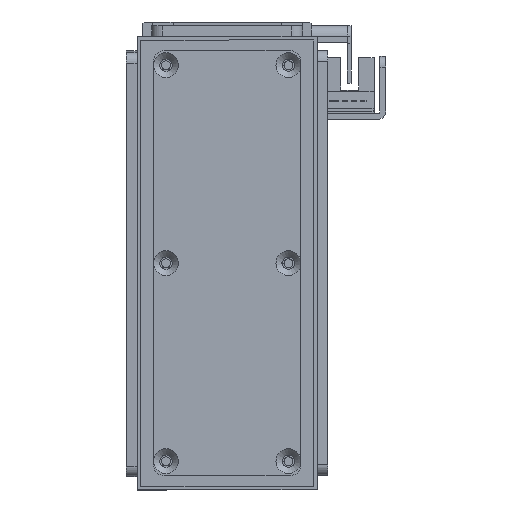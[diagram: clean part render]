
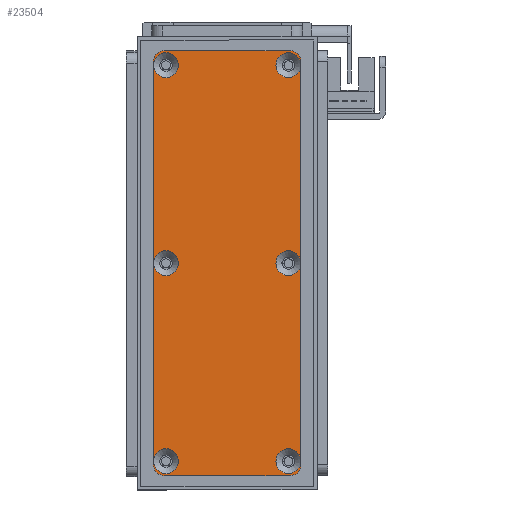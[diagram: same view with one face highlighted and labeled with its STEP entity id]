
A CAD part, front view. The second image highlights one B-rep face of the part: STEP entity #23504.
In plain terms, the highlighted face is planar.
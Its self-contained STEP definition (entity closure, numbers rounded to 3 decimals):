
#956=FACE_BOUND('',#4337,.T.);
#957=FACE_BOUND('',#4338,.T.);
#958=FACE_BOUND('',#4339,.T.);
#959=FACE_BOUND('',#4340,.T.);
#960=FACE_BOUND('',#4341,.T.);
#961=FACE_BOUND('',#4342,.T.);
#1548=PLANE('',#26189);
#2688=FACE_OUTER_BOUND('',#4336,.T.);
#4336=EDGE_LOOP('',(#20862,#20863,#20864,#20865,#20866,#20867,#20868,#20869));
#4337=EDGE_LOOP('',(#20870));
#4338=EDGE_LOOP('',(#20871));
#4339=EDGE_LOOP('',(#20872));
#4340=EDGE_LOOP('',(#20873));
#4341=EDGE_LOOP('',(#20874));
#4342=EDGE_LOOP('',(#20875));
#6353=LINE('',#40297,#8520);
#6357=LINE('',#40309,#8524);
#6361=LINE('',#40321,#8528);
#6365=LINE('',#40331,#8532);
#8520=VECTOR('',#32234,10.);
#8524=VECTOR('',#32246,10.);
#8528=VECTOR('',#32258,10.);
#8532=VECTOR('',#32270,10.);
#9697=CIRCLE('',#26143,3.45);
#9700=CIRCLE('',#26148,3.45);
#9703=CIRCLE('',#26153,3.45);
#9706=CIRCLE('',#26158,3.45);
#9709=CIRCLE('',#26163,3.45);
#9712=CIRCLE('',#26168,3.45);
#9716=CIRCLE('',#26174,3.);
#9718=CIRCLE('',#26178,3.);
#9720=CIRCLE('',#26182,3.);
#9722=CIRCLE('',#26186,3.);
#11702=VERTEX_POINT('',#40225);
#11705=VERTEX_POINT('',#40235);
#11708=VERTEX_POINT('',#40245);
#11711=VERTEX_POINT('',#40255);
#11714=VERTEX_POINT('',#40265);
#11717=VERTEX_POINT('',#40275);
#11722=VERTEX_POINT('',#40288);
#11723=VERTEX_POINT('',#40290);
#11725=VERTEX_POINT('',#40296);
#11727=VERTEX_POINT('',#40302);
#11729=VERTEX_POINT('',#40308);
#11731=VERTEX_POINT('',#40314);
#11733=VERTEX_POINT('',#40320);
#11735=VERTEX_POINT('',#40326);
#14787=EDGE_CURVE('',#11702,#11702,#9697,.T.);
#14792=EDGE_CURVE('',#11705,#11705,#9700,.T.);
#14797=EDGE_CURVE('',#11708,#11708,#9703,.T.);
#14802=EDGE_CURVE('',#11711,#11711,#9706,.T.);
#14807=EDGE_CURVE('',#11714,#11714,#9709,.T.);
#14812=EDGE_CURVE('',#11717,#11717,#9712,.T.);
#14819=EDGE_CURVE('',#11723,#11722,#9716,.T.);
#14822=EDGE_CURVE('',#11725,#11723,#6353,.T.);
#14825=EDGE_CURVE('',#11727,#11725,#9718,.T.);
#14828=EDGE_CURVE('',#11729,#11727,#6357,.T.);
#14831=EDGE_CURVE('',#11731,#11729,#9720,.T.);
#14834=EDGE_CURVE('',#11733,#11731,#6361,.T.);
#14837=EDGE_CURVE('',#11735,#11733,#9722,.T.);
#14840=EDGE_CURVE('',#11722,#11735,#6365,.T.);
#20862=ORIENTED_EDGE('',*,*,#14840,.T.);
#20863=ORIENTED_EDGE('',*,*,#14837,.T.);
#20864=ORIENTED_EDGE('',*,*,#14834,.T.);
#20865=ORIENTED_EDGE('',*,*,#14831,.T.);
#20866=ORIENTED_EDGE('',*,*,#14828,.T.);
#20867=ORIENTED_EDGE('',*,*,#14825,.T.);
#20868=ORIENTED_EDGE('',*,*,#14822,.T.);
#20869=ORIENTED_EDGE('',*,*,#14819,.T.);
#20870=ORIENTED_EDGE('',*,*,#14787,.T.);
#20871=ORIENTED_EDGE('',*,*,#14792,.T.);
#20872=ORIENTED_EDGE('',*,*,#14797,.T.);
#20873=ORIENTED_EDGE('',*,*,#14802,.T.);
#20874=ORIENTED_EDGE('',*,*,#14807,.T.);
#20875=ORIENTED_EDGE('',*,*,#14812,.T.);
#23504=ADVANCED_FACE('',(#2688,#956,#957,#958,#959,#960,#961),#1548,.T.);
#26143=AXIS2_PLACEMENT_3D('',#40226,#32153,#32154);
#26148=AXIS2_PLACEMENT_3D('',#40236,#32165,#32166);
#26153=AXIS2_PLACEMENT_3D('',#40246,#32177,#32178);
#26158=AXIS2_PLACEMENT_3D('',#40256,#32189,#32190);
#26163=AXIS2_PLACEMENT_3D('',#40266,#32201,#32202);
#26168=AXIS2_PLACEMENT_3D('',#40276,#32213,#32214);
#26174=AXIS2_PLACEMENT_3D('',#40291,#32228,#32229);
#26178=AXIS2_PLACEMENT_3D('',#40303,#32240,#32241);
#26182=AXIS2_PLACEMENT_3D('',#40315,#32252,#32253);
#26186=AXIS2_PLACEMENT_3D('',#40327,#32264,#32265);
#26189=AXIS2_PLACEMENT_3D('',#40333,#32273,#32274);
#32153=DIRECTION('center_axis',(0.,0.,-1.));
#32154=DIRECTION('ref_axis',(1.,0.,0.));
#32165=DIRECTION('center_axis',(0.,0.,-1.));
#32166=DIRECTION('ref_axis',(1.,0.,0.));
#32177=DIRECTION('center_axis',(0.,0.,-1.));
#32178=DIRECTION('ref_axis',(1.,0.,0.));
#32189=DIRECTION('center_axis',(0.,0.,-1.));
#32190=DIRECTION('ref_axis',(1.,0.,0.));
#32201=DIRECTION('center_axis',(0.,0.,-1.));
#32202=DIRECTION('ref_axis',(1.,0.,0.));
#32213=DIRECTION('center_axis',(0.,0.,-1.));
#32214=DIRECTION('ref_axis',(1.,0.,0.));
#32228=DIRECTION('center_axis',(0.,0.,1.));
#32229=DIRECTION('ref_axis',(-1.,0.,0.));
#32234=DIRECTION('',(0.,1.,0.));
#32240=DIRECTION('center_axis',(0.,0.,1.));
#32241=DIRECTION('ref_axis',(0.,1.,0.));
#32246=DIRECTION('',(1.,0.,0.));
#32252=DIRECTION('center_axis',(0.,0.,1.));
#32253=DIRECTION('ref_axis',(1.,0.,0.));
#32258=DIRECTION('',(0.,-1.,0.));
#32264=DIRECTION('center_axis',(0.,0.,1.));
#32265=DIRECTION('ref_axis',(0.,-1.,0.));
#32270=DIRECTION('',(-1.,0.,0.));
#32273=DIRECTION('center_axis',(0.,0.,1.));
#32274=DIRECTION('ref_axis',(1.,0.,0.));
#40225=CARTESIAN_POINT('',(110.55,3.5,3.));
#40226=CARTESIAN_POINT('Origin',(114.,3.5,3.));
#40235=CARTESIAN_POINT('',(55.55,37.5,3.));
#40236=CARTESIAN_POINT('Origin',(59.,37.5,3.));
#40245=CARTESIAN_POINT('',(55.55,3.5,3.));
#40246=CARTESIAN_POINT('Origin',(59.,3.5,3.));
#40255=CARTESIAN_POINT('',(0.55,37.5,3.));
#40256=CARTESIAN_POINT('Origin',(4.,37.5,3.));
#40265=CARTESIAN_POINT('',(110.55,37.5,3.));
#40266=CARTESIAN_POINT('Origin',(114.,37.5,3.));
#40275=CARTESIAN_POINT('',(0.55,3.5,3.));
#40276=CARTESIAN_POINT('Origin',(4.,3.5,3.));
#40288=CARTESIAN_POINT('',(115.,41.,3.));
#40290=CARTESIAN_POINT('',(118.,38.,3.));
#40291=CARTESIAN_POINT('Origin',(115.,38.,3.));
#40296=CARTESIAN_POINT('',(118.,3.,3.));
#40297=CARTESIAN_POINT('',(118.,38.,3.));
#40302=CARTESIAN_POINT('',(115.,0.,3.));
#40303=CARTESIAN_POINT('Origin',(115.,3.,3.));
#40308=CARTESIAN_POINT('',(3.,0.,3.));
#40309=CARTESIAN_POINT('',(115.,0.,3.));
#40314=CARTESIAN_POINT('',(0.,3.,3.));
#40315=CARTESIAN_POINT('Origin',(3.,3.,3.));
#40320=CARTESIAN_POINT('',(0.,38.,3.));
#40321=CARTESIAN_POINT('',(0.,3.,3.));
#40326=CARTESIAN_POINT('',(3.,41.,3.));
#40327=CARTESIAN_POINT('Origin',(3.,38.,3.));
#40331=CARTESIAN_POINT('',(3.,41.,3.));
#40333=CARTESIAN_POINT('Origin',(59.,20.5,3.));
